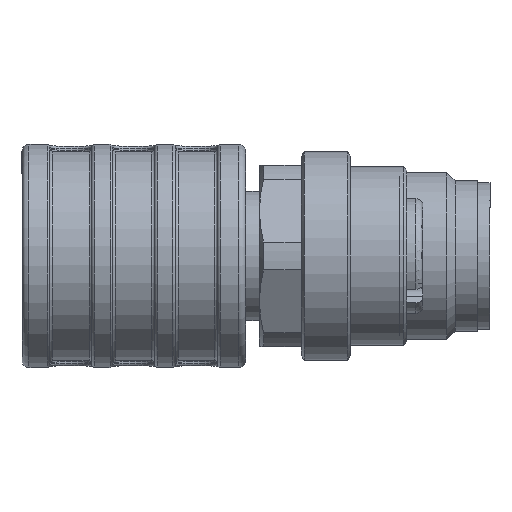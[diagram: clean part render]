
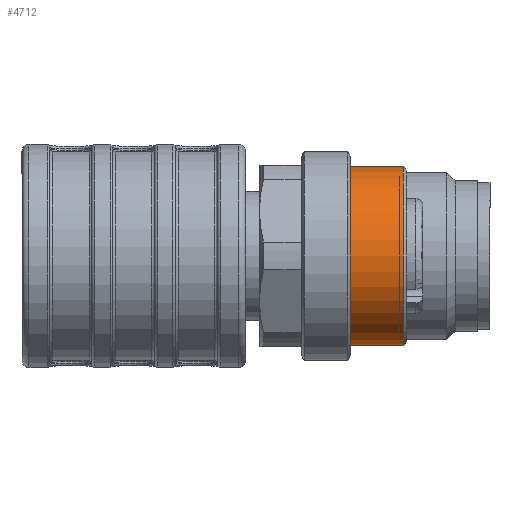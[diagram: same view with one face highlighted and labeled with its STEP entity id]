
A CAD part, left-side view. The second image highlights one B-rep face of the part: STEP entity #4712.
In plain terms, the highlighted cylindrical face has radius 6.4 mm (diameter 12.8 mm), a full revolution.
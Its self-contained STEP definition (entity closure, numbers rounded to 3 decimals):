
#4712=ADVANCED_FACE('',(#5607,#5608),#5455,.T.);
#5455=CYLINDRICAL_SURFACE('',#15127,6.4);
#5607=FACE_BOUND('',#6042,.T.);
#5608=FACE_BOUND('',#6043,.T.);
#6042=EDGE_LOOP('',(#7757));
#6043=EDGE_LOOP('',(#7758));
#7757=ORIENTED_EDGE('',*,*,#12674,.T.);
#7758=ORIENTED_EDGE('',*,*,#12675,.T.);
#11164=VERTEX_POINT('',#20269);
#11165=VERTEX_POINT('',#20272);
#12674=EDGE_CURVE('',#11164,#11164,#14448,.T.);
#12675=EDGE_CURVE('',#11165,#11165,#14449,.T.);
#14448=CIRCLE('',#15124,6.4);
#14449=CIRCLE('',#15126,6.4);
#15124=AXIS2_PLACEMENT_3D('',#20268,#16873,#16874);
#15126=AXIS2_PLACEMENT_3D('',#20271,#16877,#16878);
#15127=AXIS2_PLACEMENT_3D('',#20273,#16879,#16880);
#16873=DIRECTION('',(0.,1.,0.));
#16874=DIRECTION('',(1.,0.,0.));
#16877=DIRECTION('',(0.,-1.,0.));
#16878=DIRECTION('',(0.,0.,-1.));
#16879=DIRECTION('',(0.,-1.,0.));
#16880=DIRECTION('',(0.,0.,1.));
#20268=CARTESIAN_POINT('',(37.901,-19.3,0.));
#20269=CARTESIAN_POINT('',(44.301,-19.3,0.));
#20271=CARTESIAN_POINT('',(37.901,-15.5,0.));
#20272=CARTESIAN_POINT('',(37.901,-15.5,-6.4));
#20273=CARTESIAN_POINT('',(37.901,-19.5,0.));
